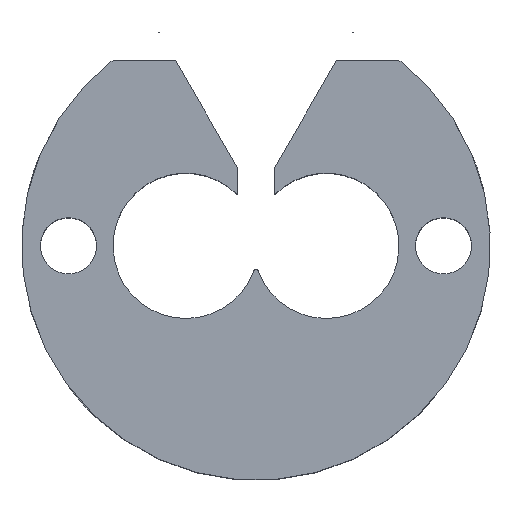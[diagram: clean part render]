
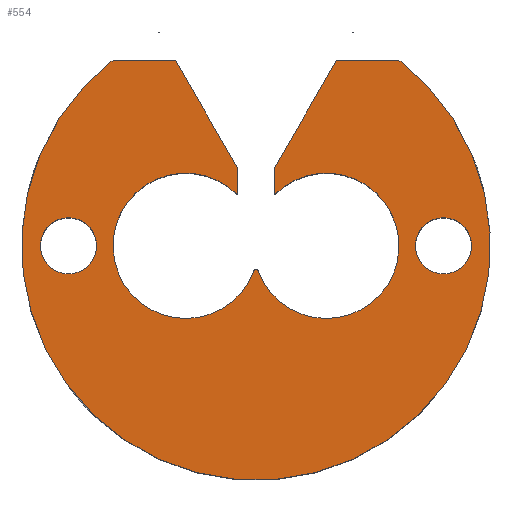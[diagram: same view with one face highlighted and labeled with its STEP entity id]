
A CAD part, top view. The second image highlights one B-rep face of the part: STEP entity #554.
In plain terms, the highlighted planar face has unit normal (0, 0, 1).
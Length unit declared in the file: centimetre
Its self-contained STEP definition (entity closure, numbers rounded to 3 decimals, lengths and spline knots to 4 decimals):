
#107=VECTOR('',#630,1.);
#109=VECTOR('',#633,1.);
#114=VECTOR('',#639,1.);
#116=VECTOR('',#641,1.);
#120=VECTOR('',#646,1.);
#121=VECTOR('',#654,1.);
#122=VECTOR('',#661,1.);
#123=VECTOR('',#662,1.);
#145=LINE('',#870,#107);
#147=LINE('',#875,#109);
#152=LINE('',#885,#114);
#154=LINE('',#889,#116);
#158=LINE('',#896,#120);
#159=LINE('',#901,#121);
#160=LINE('',#909,#122);
#161=LINE('',#911,#123);
#187=PLANE('',#590);
#196=CIRCLE('',#588,5.);
#198=CIRCLE('',#591,1.55);
#199=CIRCLE('',#592,0.05);
#200=CIRCLE('',#593,1.55);
#201=CIRCLE('',#594,0.6);
#202=CIRCLE('',#595,0.6);
#216=VERTEX_POINT('',#865);
#218=VERTEX_POINT('',#869);
#219=VERTEX_POINT('',#873);
#221=VERTEX_POINT('',#876);
#224=VERTEX_POINT('',#883);
#225=VERTEX_POINT('',#887);
#228=VERTEX_POINT('',#895);
#229=VERTEX_POINT('',#902);
#230=VERTEX_POINT('',#904);
#231=VERTEX_POINT('',#906);
#232=VERTEX_POINT('',#908);
#233=VERTEX_POINT('',#910);
#234=VERTEX_POINT('',#913);
#235=VERTEX_POINT('',#915);
#269=EDGE_CURVE('',#216,#218,#145,.T.);
#271=EDGE_CURVE('',#221,#219,#147,.T.);
#276=EDGE_CURVE('',#224,#221,#152,.T.);
#278=EDGE_CURVE('',#218,#225,#154,.T.);
#282=EDGE_CURVE('',#225,#228,#158,.T.);
#283=EDGE_CURVE('',#216,#219,#196,.T.);
#285=EDGE_CURVE('',#228,#229,#159,.T.);
#286=EDGE_CURVE('',#230,#229,#198,.T.);
#287=EDGE_CURVE('',#231,#230,#199,.T.);
#288=EDGE_CURVE('',#232,#231,#200,.T.);
#289=EDGE_CURVE('',#232,#233,#160,.T.);
#290=EDGE_CURVE('',#233,#224,#161,.T.);
#291=EDGE_CURVE('',#234,#234,#201,.T.);
#292=EDGE_CURVE('',#235,#235,#202,.T.);
#362=ORIENTED_EDGE('',*,*,#269,.T.);
#363=ORIENTED_EDGE('',*,*,#278,.T.);
#364=ORIENTED_EDGE('',*,*,#282,.T.);
#365=ORIENTED_EDGE('',*,*,#285,.T.);
#366=ORIENTED_EDGE('',*,*,#286,.F.);
#367=ORIENTED_EDGE('',*,*,#287,.F.);
#368=ORIENTED_EDGE('',*,*,#288,.F.);
#369=ORIENTED_EDGE('',*,*,#289,.T.);
#370=ORIENTED_EDGE('',*,*,#290,.T.);
#371=ORIENTED_EDGE('',*,*,#276,.T.);
#372=ORIENTED_EDGE('',*,*,#271,.T.);
#373=ORIENTED_EDGE('',*,*,#283,.F.);
#374=ORIENTED_EDGE('',*,*,#291,.F.);
#375=ORIENTED_EDGE('',*,*,#292,.F.);
#472=EDGE_LOOP('',(#362,#363,#364,#365,#366,#367,#368,#369,#370,#371,#372,
#373));
#473=EDGE_LOOP('',(#374));
#474=EDGE_LOOP('',(#375));
#516=FACE_BOUND('',#472,.T.);
#517=FACE_BOUND('',#473,.T.);
#518=FACE_BOUND('',#474,.T.);
#554=ADVANCED_FACE('',(#516,#517,#518),#187,.T.);
#588=AXIS2_PLACEMENT_3D('',#898,#649,#650);
#590=AXIS2_PLACEMENT_3D('',#900,#653,$);
#591=AXIS2_PLACEMENT_3D('',#903,#655,#656);
#592=AXIS2_PLACEMENT_3D('',#905,#657,#658);
#593=AXIS2_PLACEMENT_3D('',#907,#659,#660);
#594=AXIS2_PLACEMENT_3D('',#912,#663,#664);
#595=AXIS2_PLACEMENT_3D('',#914,#665,#666);
#630=DIRECTION('',(0.,-1.,0.));
#633=DIRECTION('',(0.,1.,0.));
#639=DIRECTION('',(-1.,0.,0.));
#641=DIRECTION('',(-1.,0.,0.));
#646=DIRECTION('',(-0.5,-0.866,0.));
#649=DIRECTION('',(0.,0.,-1.));
#650=DIRECTION('',(5.,0.,0.));
#653=DIRECTION('',(0.,0.,1.));
#654=DIRECTION('',(-0.001,-1.,0.));
#655=DIRECTION('',(0.,0.,1.));
#656=DIRECTION('',(1.55,0.,0.));
#657=DIRECTION('',(0.,0.,-1.));
#658=DIRECTION('',(0.,0.05,0.));
#659=DIRECTION('',(0.,0.,1.));
#660=DIRECTION('',(1.55,0.,0.));
#661=DIRECTION('',(0.001,1.,0.));
#662=DIRECTION('',(-0.5,0.866,0.));
#663=DIRECTION('',(0.,0.,1.));
#664=DIRECTION('',(0.6,0.,0.));
#665=DIRECTION('',(0.,0.,1.));
#666=DIRECTION('',(0.6,0.,0.));
#865=CARTESIAN_POINT('',(3.05,3.962,4.1));
#869=CARTESIAN_POINT('',(3.05,3.95,4.1));
#870=CARTESIAN_POINT('',(3.05,2.125,4.1));
#873=CARTESIAN_POINT('',(-3.05,3.962,4.1));
#875=CARTESIAN_POINT('',(-3.05,2.125,4.1));
#876=CARTESIAN_POINT('',(-3.05,3.95,4.1));
#883=CARTESIAN_POINT('',(-1.7145,3.95,4.1));
#885=CARTESIAN_POINT('',(0.,3.95,4.1));
#887=CARTESIAN_POINT('',(1.7145,3.95,4.1));
#889=CARTESIAN_POINT('',(0.,3.95,4.1));
#895=CARTESIAN_POINT('',(0.4002,1.6736,4.1));
#896=CARTESIAN_POINT('',(0.3742,1.6285,4.1));
#898=CARTESIAN_POINT('',(0.,0.,4.1));
#900=CARTESIAN_POINT('',(0.,0.,4.1));
#901=CARTESIAN_POINT('',(0.3995,0.4192,4.1));
#902=CARTESIAN_POINT('',(0.3999,1.0919,4.1));
#903=CARTESIAN_POINT('',(1.5,0.,4.1));
#904=CARTESIAN_POINT('',(0.0469,-0.5394,4.1));
#905=CARTESIAN_POINT('',(0.,-0.5568,4.1));
#906=CARTESIAN_POINT('',(-0.0469,-0.5394,4.1));
#907=CARTESIAN_POINT('',(-1.5,0.,4.1));
#908=CARTESIAN_POINT('',(-0.4006,1.0926,4.1));
#909=CARTESIAN_POINT('',(-0.4009,0.4196,4.1));
#910=CARTESIAN_POINT('',(-0.4002,1.6736,4.1));
#911=CARTESIAN_POINT('',(-1.028,2.761,4.1));
#912=CARTESIAN_POINT('',(4.,0.,4.1));
#913=CARTESIAN_POINT('',(4.6,0.,4.1));
#914=CARTESIAN_POINT('',(-4.,0.,4.1));
#915=CARTESIAN_POINT('',(-3.4,0.,4.1));
